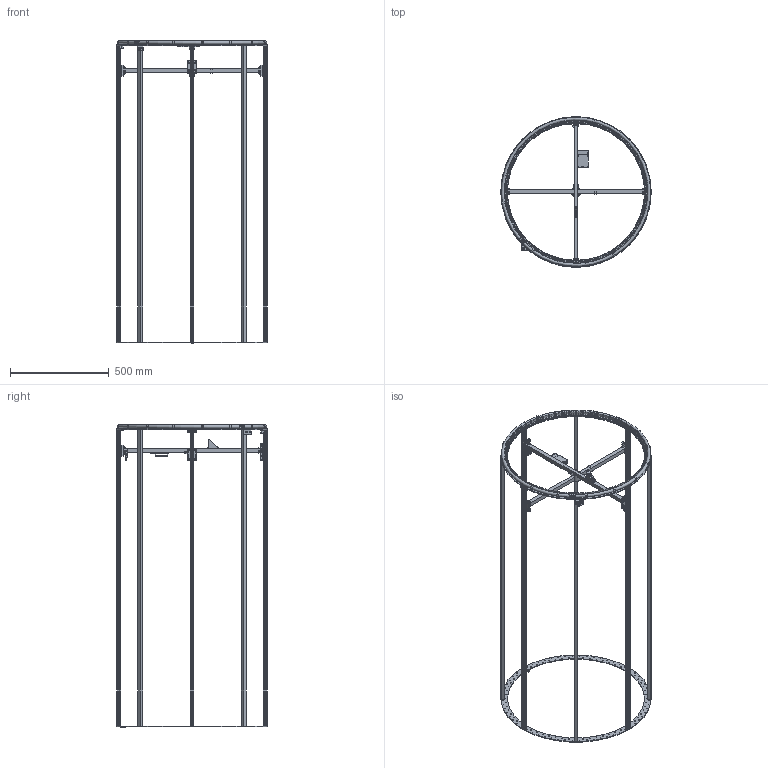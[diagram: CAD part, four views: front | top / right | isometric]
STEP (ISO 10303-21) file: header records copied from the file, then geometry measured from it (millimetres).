
FILE_DESCRIPTION(/* description */ (''),/* implementation_level */ '2;1');
FILE_NAME(/* name */ 'ScanCam5 v133.step',/* time_stamp */ '2023-04-19T18:30:45+02:00',/* author */ (''),/* organization */ (''),/* preprocessor_version */ 'ST-DEVELOPER v19.2',/* originating_system */ 'Autodesk Translation Framework v12.4.0.73',/* authorisation */ '');
FILE_SCHEMA (('AUTOMOTIVE_DESIGN { 1 0 10303 214 3 1 1 }'));
Length unit declared in the file: millimetre
Products named in the file (28): ScanCam5; ProfilesVSlot; ProfileVSlot; Profiles; ProfileHorizontal; RingsNew; RingNew; FresnelClip; Gantry; GantryProfiles; Roller; CenterConnector; RollerBeltNew; ArcaClampHolder; HoopRingHolder; HoopRing; FresnelClip_back; ExtrusionConnectorNew; ProfileAligner; BeltClamp; ProfileAlignerBelt; HoopConnectorNew; RaspberryPiHolder; FresnelClip3; EndstopHolder; EndstopScrewStop; ProfileClamp; Component53
Assembly tree (36 placements, depth 3):
  ScanCam5
    ProfilesVSlot
      ProfileVSlot  x4
    Profiles
      ProfileHorizontal  x4
    RingsNew
      RingNew  x2
    FresnelClip
    Gantry
      GantryProfiles
      Roller  x3
      CenterConnector
      RollerBeltNew
      ArcaClampHolder
    HoopRingHolder
    HoopRing
    FresnelClip_back
    ExtrusionConnectorNew
    ProfileAligner
    BeltClamp
    ProfileAlignerBelt
    HoopConnectorNew
    RaspberryPiHolder
    FresnelClip3
    EndstopHolder
    EndstopScrewStop
    ProfileClamp
      Component53
Bounding box: 760 x 760 x 1532.25 mm (x, y, z)
Volume: 4829715.3 mm3; surface area: 2495761.2 mm2
Topology: 80 solids, 80 shells, 7784 faces, 19537 edges, 11927 vertices
Faces by surface type: plane 4211, cone 1843, cylinder 1600, bspline 96, torus 34
Full cylindrical faces by diameter (mm): 1.9 x1, 2.3 x1, 2.4 x7, 2.8 x4, 2.9 x7, 3.3 x7, 3.5 x408, 3.6 x6, 4.8 x1, 5 x8, 5.2 x8, 5.5 x39, 5.7 x2, 5.8 x2, 6 x16, 7.5 x8, 8.7 x3, 9 x9, 10.7 x2, 50 x1, 694 x2, 760 x2
Entity records: 213469 total; most frequent: CARTESIAN_POINT 44455, ORIENTED_EDGE 35122, DIRECTION 34874, EDGE_CURVE 17561, AXIS2_PLACEMENT_3D 11630, LINE 11614, VECTOR 11614, VERTEX_POINT 10701
